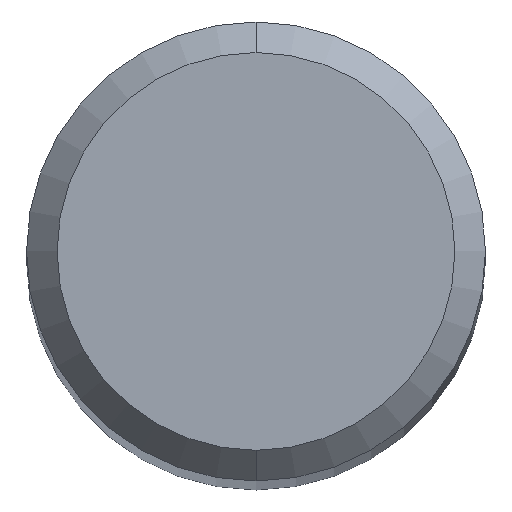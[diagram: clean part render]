
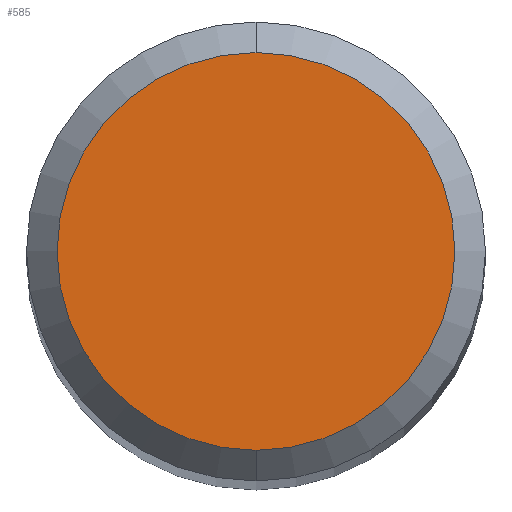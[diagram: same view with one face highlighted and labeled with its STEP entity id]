
A CAD part, top view. The second image highlights one B-rep face of the part: STEP entity #585.
In plain terms, the highlighted planar face has unit normal (0, 0, 1).
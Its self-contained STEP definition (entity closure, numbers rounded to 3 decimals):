
#497=VERTEX_POINT('',#1061);
#539=VERTEX_POINT('',#1109);
#553=EDGE_CURVE('',#497,#539,#1124,.T.);
#585=ADVANCED_FACE('',(#1158),#1159,.T.);
#677=EDGE_CURVE('',#539,#497,#1260,.T.);
#1061=CARTESIAN_POINT('',(0.0,2.6,0.0));
#1109=CARTESIAN_POINT('',(0.,-2.6,0.0));
#1124=CIRCLE('',#2555,2.6);
#1158=FACE_OUTER_BOUND('',#2712,.T.);
#1159=PLANE('',#2713);
#1260=CIRCLE('',#3293,2.6);
#2555=AXIS2_PLACEMENT_3D('',#4476,#4477,#4478);
#2712=EDGE_LOOP('',(#4496,#4497));
#2713=AXIS2_PLACEMENT_3D('',#4498,#4499,#4500);
#3293=AXIS2_PLACEMENT_3D('',#4631,#4632,#4633);
#4476=CARTESIAN_POINT('',(0.0,0.0,0.0));
#4477=DIRECTION('',(0.0,0.0,-1.0));
#4478=DIRECTION('',(0.0,1.0,0.0));
#4496=ORIENTED_EDGE('',*,*,#553,.F.);
#4497=ORIENTED_EDGE('',*,*,#677,.F.);
#4498=CARTESIAN_POINT('',(0.0,1.3,0.0));
#4499=DIRECTION('',(-0.0,0.0,1.0));
#4500=DIRECTION('',(0.0,-1.0,0.0));
#4631=CARTESIAN_POINT('',(0.0,0.0,0.0));
#4632=DIRECTION('',(0.0,0.0,-1.0));
#4633=DIRECTION('',(0.0,1.0,0.0));
